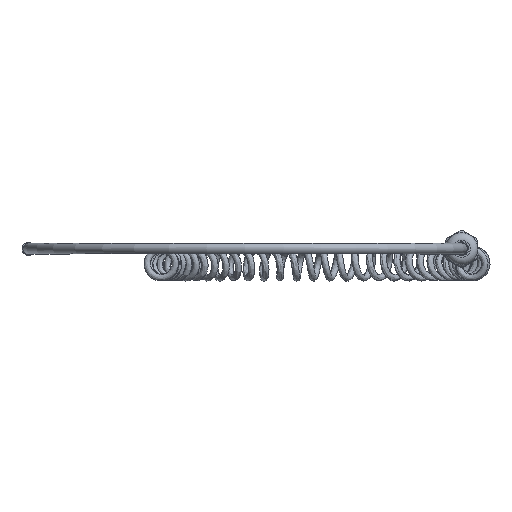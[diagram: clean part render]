
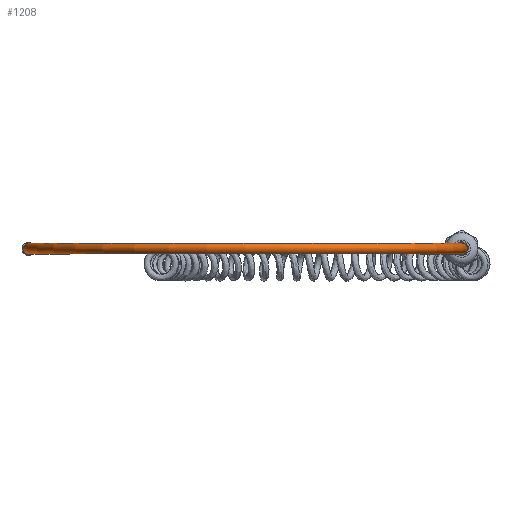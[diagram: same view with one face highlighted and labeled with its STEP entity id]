
A CAD part, top view. The second image highlights one B-rep face of the part: STEP entity #1208.
In plain terms, the highlighted toroidal (fillet/blend) face has major radius 100 mm and minor radius 2.5 mm.
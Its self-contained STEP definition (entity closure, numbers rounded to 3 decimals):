
#104=TOROIDAL_SURFACE('',#1431,100.,2.5);
#364=FACE_OUTER_BOUND('',#454,.T.);
#454=EDGE_LOOP('',(#1125,#1126,#1127,#1128));
#540=CIRCLE('',#1432,2.5);
#541=CIRCLE('',#1433,97.5);
#542=CIRCLE('',#1434,2.5);
#643=VERTEX_POINT('',#9403);
#644=VERTEX_POINT('',#9405);
#804=EDGE_CURVE('',#643,#643,#540,.T.);
#805=EDGE_CURVE('',#643,#644,#541,.T.);
#806=EDGE_CURVE('',#644,#644,#542,.T.);
#1125=ORIENTED_EDGE('',*,*,#804,.F.);
#1126=ORIENTED_EDGE('',*,*,#805,.T.);
#1127=ORIENTED_EDGE('',*,*,#806,.F.);
#1128=ORIENTED_EDGE('',*,*,#805,.F.);
#1208=ADVANCED_FACE('',(#364),#104,.T.);
#1431=AXIS2_PLACEMENT_3D('',#9402,#1833,#1834);
#1432=AXIS2_PLACEMENT_3D('',#9404,#1835,#1836);
#1433=AXIS2_PLACEMENT_3D('',#9406,#1837,#1838);
#1434=AXIS2_PLACEMENT_3D('',#9407,#1839,#1840);
#1833=DIRECTION('center_axis',(0.,0.,-1.));
#1834=DIRECTION('ref_axis',(-1.,0.,0.));
#1835=DIRECTION('center_axis',(0.,1.,0.));
#1836=DIRECTION('ref_axis',(-1.,0.,0.));
#1837=DIRECTION('center_axis',(0.,0.,1.));
#1838=DIRECTION('ref_axis',(-1.,0.,0.));
#1839=DIRECTION('center_axis',(0.,1.,0.));
#1840=DIRECTION('ref_axis',(1.,0.,0.));
#9402=CARTESIAN_POINT('Origin',(-100.,0.,0.));
#9403=CARTESIAN_POINT('',(-197.5,0.,0.));
#9404=CARTESIAN_POINT('Origin',(-200.,0.,0.));
#9405=CARTESIAN_POINT('',(-2.5,0.,0.));
#9406=CARTESIAN_POINT('Origin',(-100.,0.,0.));
#9407=CARTESIAN_POINT('Origin',(0.,0.,0.));
